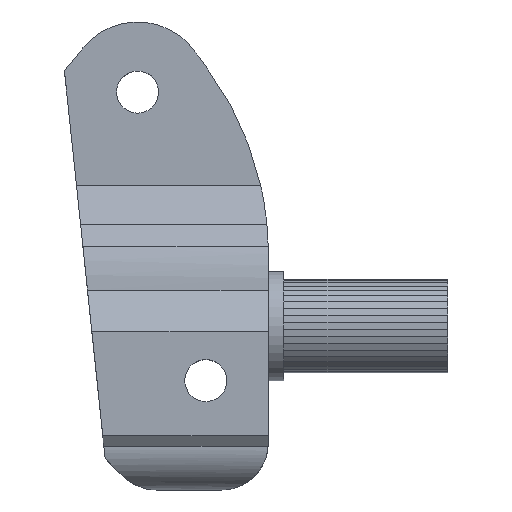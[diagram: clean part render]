
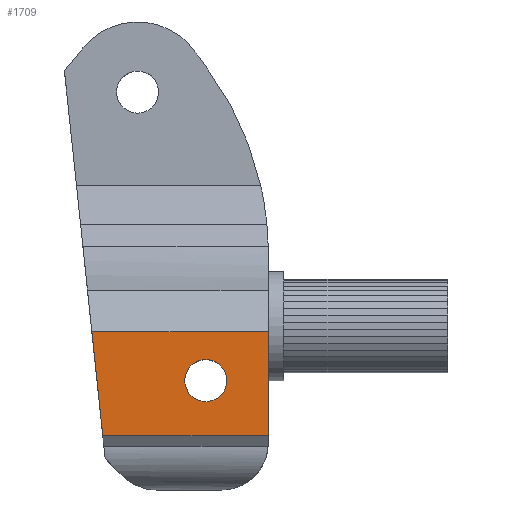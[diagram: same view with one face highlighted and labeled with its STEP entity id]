
A CAD part, top view. The second image highlights one B-rep face of the part: STEP entity #1709.
In plain terms, the highlighted planar face has unit normal (0, 0, 1).
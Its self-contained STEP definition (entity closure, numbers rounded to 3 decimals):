
#77 = PLANE('',#78);
#78 = AXIS2_PLACEMENT_3D('',#79,#80,#81);
#79 = CARTESIAN_POINT('',(-6.45,-5.,-7.));
#80 = DIRECTION('',(-0.995,-0.105,0.));
#81 = DIRECTION('',(-0.105,0.995,0.));
#709 = PLANE('',#710);
#710 = AXIS2_PLACEMENT_3D('',#711,#712,#713);
#711 = CARTESIAN_POINT('',(5.,-4.2,5.));
#712 = DIRECTION('',(0.,0.949,-0.316));
#713 = DIRECTION('',(0.,0.316,0.949));
#778 = VERTEX_POINT('',#779);
#779 = CARTESIAN_POINT('',(-6.604,-3.533,7.));
#798 = EDGE_CURVE('',#778,#799,#801,.T.);
#799 = VERTEX_POINT('',#800);
#800 = CARTESIAN_POINT('',(-7.305,3.134,7.));
#801 = SURFACE_CURVE('',#802,(#806,#813),.PCURVE_S1.);
#802 = LINE('',#803,#804);
#803 = CARTESIAN_POINT('',(-6.45,-5.,7.));
#804 = VECTOR('',#805,1.);
#805 = DIRECTION('',(-0.105,0.995,0.));
#806 = PCURVE('',#77,#807);
#807 = DEFINITIONAL_REPRESENTATION('',(#808),#812);
#808 = LINE('',#809,#810);
#809 = CARTESIAN_POINT('',(0.,-14.));
#810 = VECTOR('',#811,1.);
#811 = DIRECTION('',(1.,0.));
#812 = ( GEOMETRIC_REPRESENTATION_CONTEXT(2) 
PARAMETRIC_REPRESENTATION_CONTEXT() REPRESENTATION_CONTEXT('2D SPACE',''
  ) );
#813 = PCURVE('',#814,#819);
#814 = PLANE('',#815);
#815 = AXIS2_PLACEMENT_3D('',#816,#817,#818);
#816 = CARTESIAN_POINT('',(-2.352,7.553,7.));
#817 = DIRECTION('',(0.,0.,1.));
#818 = DIRECTION('',(0.,1.,0.));
#819 = DEFINITIONAL_REPRESENTATION('',(#820),#824);
#820 = LINE('',#821,#822);
#821 = CARTESIAN_POINT('',(-12.553,4.097));
#822 = VECTOR('',#823,1.);
#823 = DIRECTION('',(0.995,0.105));
#824 = ( GEOMETRIC_REPRESENTATION_CONTEXT(2) 
PARAMETRIC_REPRESENTATION_CONTEXT() REPRESENTATION_CONTEXT('2D SPACE',''
  ) );
#841 = PLANE('',#842);
#842 = AXIS2_PLACEMENT_3D('',#843,#844,#845);
#843 = CARTESIAN_POINT('',(5.,1.8,8.));
#844 = DIRECTION('',(0.,-0.6,-0.8));
#845 = DIRECTION('',(0.,0.8,-0.6));
#1346 = PLANE('',#1347);
#1347 = AXIS2_PLACEMENT_3D('',#1348,#1349,#1350);
#1348 = CARTESIAN_POINT('',(4.,-4.,-7.));
#1349 = DIRECTION('',(-1.,0.,0.));
#1350 = DIRECTION('',(0.,1.,0.));
#1476 = EDGE_CURVE('',#1477,#778,#1479,.T.);
#1477 = VERTEX_POINT('',#1478);
#1478 = CARTESIAN_POINT('',(4.,-3.533,7.));
#1479 = SURFACE_CURVE('',#1480,(#1484,#1490),.PCURVE_S1.);
#1480 = LINE('',#1481,#1482);
#1481 = CARTESIAN_POINT('',(1.324,-3.533,7.));
#1482 = VECTOR('',#1483,1.);
#1483 = DIRECTION('',(-1.,0.,0.));
#1484 = PCURVE('',#709,#1485);
#1485 = DEFINITIONAL_REPRESENTATION('',(#1486),#1489);
#1486 = B_SPLINE_CURVE_WITH_KNOTS('',1,(#1487,#1488),.UNSPECIFIED.,.F.,
  .F.,(2,2),(-2.676,10.387),.PIECEWISE_BEZIER_KNOTS.);
#1487 = CARTESIAN_POINT('',(2.108,-1.));
#1488 = CARTESIAN_POINT('',(2.108,-14.063));
#1489 = ( GEOMETRIC_REPRESENTATION_CONTEXT(2) 
PARAMETRIC_REPRESENTATION_CONTEXT() REPRESENTATION_CONTEXT('2D SPACE',''
  ) );
#1490 = PCURVE('',#814,#1491);
#1491 = DEFINITIONAL_REPRESENTATION('',(#1492),#1495);
#1492 = B_SPLINE_CURVE_WITH_KNOTS('',1,(#1493,#1494),.UNSPECIFIED.,.F.,
  .F.,(2,2),(-2.676,10.387),.PIECEWISE_BEZIER_KNOTS.);
#1493 = CARTESIAN_POINT('',(-11.086,-6.352));
#1494 = CARTESIAN_POINT('',(-11.086,6.711));
#1495 = ( GEOMETRIC_REPRESENTATION_CONTEXT(2) 
PARAMETRIC_REPRESENTATION_CONTEXT() REPRESENTATION_CONTEXT('2D SPACE',''
  ) );
#1709 = ADVANCED_FACE('',(#1710,#1756),#814,.T.);
#1710 = FACE_BOUND('',#1711,.T.);
#1711 = EDGE_LOOP('',(#1712,#1713,#1714,#1737));
#1712 = ORIENTED_EDGE('',*,*,#798,.F.);
#1713 = ORIENTED_EDGE('',*,*,#1476,.F.);
#1714 = ORIENTED_EDGE('',*,*,#1715,.T.);
#1715 = EDGE_CURVE('',#1477,#1716,#1718,.T.);
#1716 = VERTEX_POINT('',#1717);
#1717 = CARTESIAN_POINT('',(4.,3.134,7.));
#1718 = SURFACE_CURVE('',#1719,(#1723,#1730),.PCURVE_S1.);
#1719 = LINE('',#1720,#1721);
#1720 = CARTESIAN_POINT('',(4.,-4.,7.));
#1721 = VECTOR('',#1722,1.);
#1722 = DIRECTION('',(0.,1.,0.));
#1723 = PCURVE('',#814,#1724);
#1724 = DEFINITIONAL_REPRESENTATION('',(#1725),#1729);
#1725 = LINE('',#1726,#1727);
#1726 = CARTESIAN_POINT('',(-11.553,-6.352));
#1727 = VECTOR('',#1728,1.);
#1728 = DIRECTION('',(1.,0.));
#1729 = ( GEOMETRIC_REPRESENTATION_CONTEXT(2) 
PARAMETRIC_REPRESENTATION_CONTEXT() REPRESENTATION_CONTEXT('2D SPACE',''
  ) );
#1730 = PCURVE('',#1346,#1731);
#1731 = DEFINITIONAL_REPRESENTATION('',(#1732),#1736);
#1732 = LINE('',#1733,#1734);
#1733 = CARTESIAN_POINT('',(0.,-14.));
#1734 = VECTOR('',#1735,1.);
#1735 = DIRECTION('',(1.,0.));
#1736 = ( GEOMETRIC_REPRESENTATION_CONTEXT(2) 
PARAMETRIC_REPRESENTATION_CONTEXT() REPRESENTATION_CONTEXT('2D SPACE',''
  ) );
#1737 = ORIENTED_EDGE('',*,*,#1738,.F.);
#1738 = EDGE_CURVE('',#799,#1716,#1739,.T.);
#1739 = SURFACE_CURVE('',#1740,(#1744,#1750),.PCURVE_S1.);
#1740 = LINE('',#1741,#1742);
#1741 = CARTESIAN_POINT('',(1.324,3.134,7.));
#1742 = VECTOR('',#1743,1.);
#1743 = DIRECTION('',(1.,0.,0.));
#1744 = PCURVE('',#814,#1745);
#1745 = DEFINITIONAL_REPRESENTATION('',(#1746),#1749);
#1746 = B_SPLINE_CURVE_WITH_KNOTS('',1,(#1747,#1748),.UNSPECIFIED.,.F.,
  .F.,(2,2),(-10.387,2.676),.PIECEWISE_BEZIER_KNOTS.);
#1747 = CARTESIAN_POINT('',(-4.419,6.711));
#1748 = CARTESIAN_POINT('',(-4.419,-6.352));
#1749 = ( GEOMETRIC_REPRESENTATION_CONTEXT(2) 
PARAMETRIC_REPRESENTATION_CONTEXT() REPRESENTATION_CONTEXT('2D SPACE',''
  ) );
#1750 = PCURVE('',#841,#1751);
#1751 = DEFINITIONAL_REPRESENTATION('',(#1752),#1755);
#1752 = B_SPLINE_CURVE_WITH_KNOTS('',1,(#1753,#1754),.UNSPECIFIED.,.F.,
  .F.,(2,2),(-10.387,2.676),.PIECEWISE_BEZIER_KNOTS.);
#1753 = CARTESIAN_POINT('',(1.667,-14.063));
#1754 = CARTESIAN_POINT('',(1.667,-1.));
#1755 = ( GEOMETRIC_REPRESENTATION_CONTEXT(2) 
PARAMETRIC_REPRESENTATION_CONTEXT() REPRESENTATION_CONTEXT('2D SPACE',''
  ) );
#1756 = FACE_BOUND('',#1757,.T.);
#1757 = EDGE_LOOP('',(#1758));
#1758 = ORIENTED_EDGE('',*,*,#1759,.F.);
#1759 = EDGE_CURVE('',#1760,#1760,#1762,.T.);
#1760 = VERTEX_POINT('',#1761);
#1761 = CARTESIAN_POINT('',(0.,-1.35,7.));
#1762 = SURFACE_CURVE('',#1763,(#1768,#1775),.PCURVE_S1.);
#1763 = CIRCLE('',#1764,1.35);
#1764 = AXIS2_PLACEMENT_3D('',#1765,#1766,#1767);
#1765 = CARTESIAN_POINT('',(0.,0.,7.));
#1766 = DIRECTION('',(0.,0.,1.));
#1767 = DIRECTION('',(0.,-1.,0.));
#1768 = PCURVE('',#814,#1769);
#1769 = DEFINITIONAL_REPRESENTATION('',(#1770),#1774);
#1770 = CIRCLE('',#1771,1.35);
#1771 = AXIS2_PLACEMENT_2D('',#1772,#1773);
#1772 = CARTESIAN_POINT('',(-7.553,-2.352));
#1773 = DIRECTION('',(-1.,0.));
#1774 = ( GEOMETRIC_REPRESENTATION_CONTEXT(2) 
PARAMETRIC_REPRESENTATION_CONTEXT() REPRESENTATION_CONTEXT('2D SPACE',''
  ) );
#1775 = PCURVE('',#1776,#1781);
#1776 = CYLINDRICAL_SURFACE('',#1777,1.35);
#1777 = AXIS2_PLACEMENT_3D('',#1778,#1779,#1780);
#1778 = CARTESIAN_POINT('',(0.,0.,
    -2.297));
#1779 = DIRECTION('',(0.,0.,1.));
#1780 = DIRECTION('',(0.,-1.,0.));
#1781 = DEFINITIONAL_REPRESENTATION('',(#1782),#1786);
#1782 = LINE('',#1783,#1784);
#1783 = CARTESIAN_POINT('',(-6.283,9.297));
#1784 = VECTOR('',#1785,1.);
#1785 = DIRECTION('',(1.,-0.));
#1786 = ( GEOMETRIC_REPRESENTATION_CONTEXT(2) 
PARAMETRIC_REPRESENTATION_CONTEXT() REPRESENTATION_CONTEXT('2D SPACE',''
  ) );
